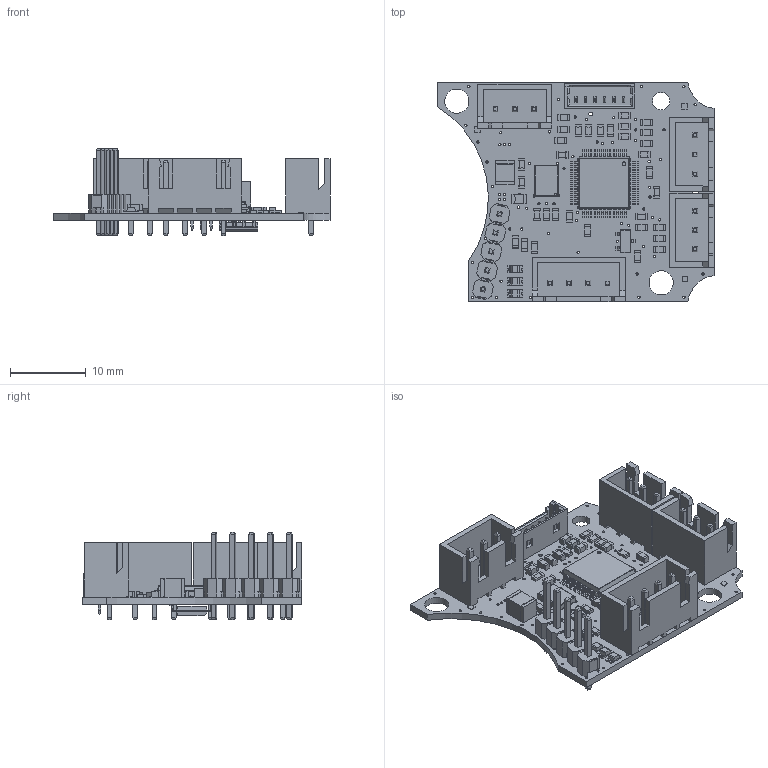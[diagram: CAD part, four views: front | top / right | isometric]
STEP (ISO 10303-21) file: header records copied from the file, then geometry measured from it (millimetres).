
FILE_DESCRIPTION(/* description */ (''),/* implementation_level */ '2;1');
FILE_NAME(/* name */ '970e6b20-9f3a-447d-88bf-e79ad9e1204c.stp',/* time_stamp */ '2022-09-07T19:33:48Z',/* author */ (''),/* organization */ (''),/* preprocessor_version */ 'ST-DEVELOPER v19',/* originating_system */ 'Autodesk Translation Framework v11.7.0.108',/* authorisation */ '');
FILE_SCHEMA (('AUTOMOTIVE_DESIGN { 1 0 10303 214 3 1 1 }'));
Products named in the file (24): 970e6b20-9f3a-447d-88bf-e79ad9e1204c; PCB Component; Board; STM32F030CCT6; SOLID; 4k7; 10n; PIN_5X1HD; MMBT2222; 03-JST-B3B-XH-A; MP6543H; 4u7; 47u; 04-JST-B4B-XH-A; PIN_6X1; LED-0805; AS5600; 36813770; Package_SOIC-8_3; Package_SOIC-8_3 (1); Package_SOIC-8_3 (2); Package_SOIC-8_3 (3); Package_SOIC-8_3 (4); FIDUCIAL2MM
Assembly tree (61 placements, depth 5):
  970e6b20-9f3a-447d-88bf-e79ad9e1204c
    PCB Component
      Board
      STM32F030CCT6
        SOLID
      4k7  x19
      10n  x14
      PIN_5X1HD
      MMBT2222
      03-JST-B3B-XH-A  x3
      MP6543H
      4u7
      47u
      04-JST-B4B-XH-A
      PIN_6X1
      LED-0805  x3
      AS5600
        36813770
          Package_SOIC-8_3
          Package_SOIC-8_3 (1)
          Package_SOIC-8_3 (2)
          Package_SOIC-8_3 (3)
          Package_SOIC-8_3 (4)
      FIDUCIAL2MM  x4
Bounding box: 36.5 x 29 x 11.6 mm (x, y, z)
Volume: 1787.2 mm3; surface area: 5514 mm2
Topology: 69 solids, 69 shells, 3279 faces, 8310 edges, 5182 vertices
Faces by surface type: plane 2588, cylinder 595, torus 64, sphere 32
Full cylindrical faces by diameter (mm): 0.3 x101, 0.4 x1, 0.5 x8, 0.8 x14, 0.9 x5, 2.3 x1, 3.2 x2
Entity records: 68245 total; most frequent: CARTESIAN_POINT 11476, DIRECTION 11390, ORIENTED_EDGE 11292, EDGE_CURVE 5646, LINE 4494, VECTOR 4494, VERTEX_POINT 3534, AXIS2_PLACEMENT_3D 3448
